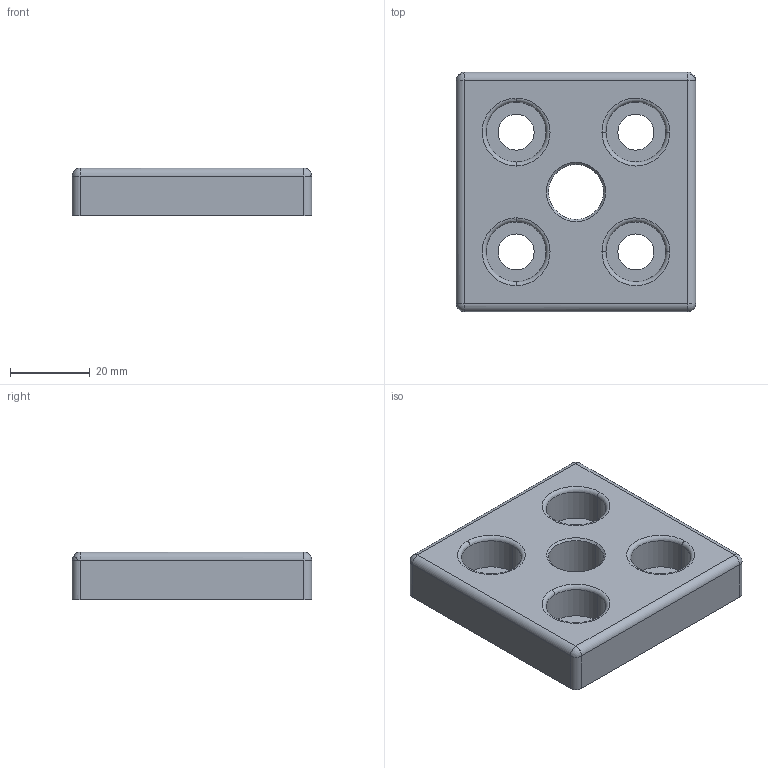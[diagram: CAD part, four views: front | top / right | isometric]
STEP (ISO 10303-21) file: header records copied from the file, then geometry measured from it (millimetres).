
FILE_DESCRIPTION (( 'STEP AP214' ), '1' );
FILE_NAME ('6438230', '2019-01-30T08:29:39', ( '' ), ('JUGARD+KÜNSTNER GmbH'), 'SwSTEP 2.0', 'SolidWorks 2017', '' );
FILE_SCHEMA (( 'AUTOMOTIVE_DESIGN' ));
Length unit declared in the file: millimetre
Products named in the file (1): 6438230
Bounding box: 60 x 60 x 12 mm (x, y, z)
Volume: 23763.6 mm3; surface area: 15639.6 mm2
Topology: 1 solids, 1 shells, 186 faces, 477 edges, 295 vertices
Faces by surface type: cylinder 87, torus 51, plane 26, sphere 20, cone 2
Entity records: 7037 total; most frequent: CARTESIAN_POINT 2407, DIRECTION 1083, ORIENTED_EDGE 918, AXIS2_PLACEMENT_3D 473, EDGE_CURVE 459, CIRCLE 286, VERTEX_POINT 283, EDGE_LOOP 204
